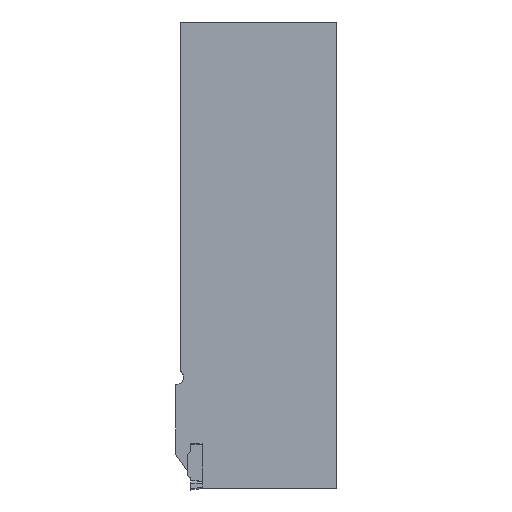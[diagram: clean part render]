
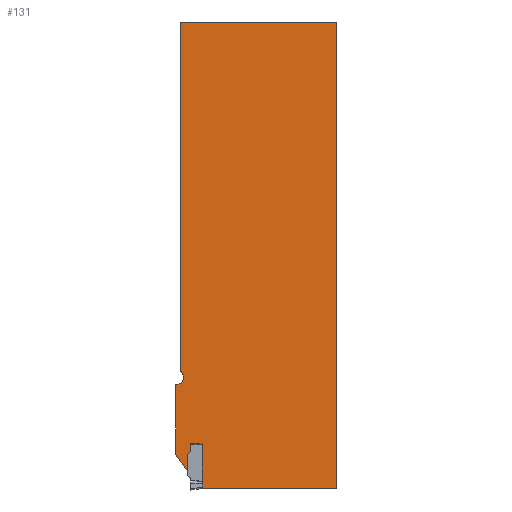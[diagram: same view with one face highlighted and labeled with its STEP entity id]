
A CAD part, left-side view. The second image highlights one B-rep face of the part: STEP entity #131.
In plain terms, the highlighted planar face has unit normal (-1, 0, 0).
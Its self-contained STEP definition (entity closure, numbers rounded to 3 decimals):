
#131=ADVANCED_FACE('',(#208),#177,.T.);
#177=PLANE('',#1003);
#208=FACE_OUTER_BOUND('',#253,.T.);
#253=EDGE_LOOP('',(#334,#335,#336,#337,#338,#339,#340,#341,#342,#343,#344,
#345,#346));
#301=CIRCLE('',#1001,4.5);
#302=CIRCLE('',#1002,2.);
#334=ORIENTED_EDGE('',*,*,#652,.F.);
#335=ORIENTED_EDGE('',*,*,#653,.T.);
#336=ORIENTED_EDGE('',*,*,#654,.T.);
#337=ORIENTED_EDGE('',*,*,#655,.F.);
#338=ORIENTED_EDGE('',*,*,#656,.F.);
#339=ORIENTED_EDGE('',*,*,#657,.F.);
#340=ORIENTED_EDGE('',*,*,#658,.F.);
#341=ORIENTED_EDGE('',*,*,#659,.F.);
#342=ORIENTED_EDGE('',*,*,#660,.F.);
#343=ORIENTED_EDGE('',*,*,#661,.T.);
#344=ORIENTED_EDGE('',*,*,#662,.T.);
#345=ORIENTED_EDGE('',*,*,#663,.T.);
#346=ORIENTED_EDGE('',*,*,#664,.F.);
#572=VERTEX_POINT('',#1355);
#573=VERTEX_POINT('',#1356);
#574=VERTEX_POINT('',#1358);
#575=VERTEX_POINT('',#1360);
#576=VERTEX_POINT('',#1362);
#577=VERTEX_POINT('',#1364);
#578=VERTEX_POINT('',#1366);
#579=VERTEX_POINT('',#1368);
#580=VERTEX_POINT('',#1370);
#581=VERTEX_POINT('',#1372);
#582=VERTEX_POINT('',#1374);
#583=VERTEX_POINT('',#1376);
#584=VERTEX_POINT('',#1378);
#652=EDGE_CURVE('',#572,#573,#769,.T.);
#653=EDGE_CURVE('',#572,#574,#770,.T.);
#654=EDGE_CURVE('',#574,#575,#771,.T.);
#655=EDGE_CURVE('',#576,#575,#772,.T.);
#656=EDGE_CURVE('',#577,#576,#773,.T.);
#657=EDGE_CURVE('',#578,#577,#301,.T.);
#658=EDGE_CURVE('',#579,#578,#774,.T.);
#659=EDGE_CURVE('',#580,#579,#775,.T.);
#660=EDGE_CURVE('',#581,#580,#776,.T.);
#661=EDGE_CURVE('',#581,#582,#777,.T.);
#662=EDGE_CURVE('',#582,#583,#302,.T.);
#663=EDGE_CURVE('',#583,#584,#778,.T.);
#664=EDGE_CURVE('',#573,#584,#779,.T.);
#769=LINE('',#1354,#857);
#770=LINE('',#1357,#858);
#771=LINE('',#1359,#859);
#772=LINE('',#1361,#860);
#773=LINE('',#1363,#861);
#774=LINE('',#1367,#862);
#775=LINE('',#1369,#863);
#776=LINE('',#1371,#864);
#777=LINE('',#1373,#865);
#778=LINE('',#1377,#866);
#779=LINE('',#1379,#867);
#857=VECTOR('',#1097,1.);
#858=VECTOR('',#1098,1.);
#859=VECTOR('',#1099,1.);
#860=VECTOR('',#1100,1.);
#861=VECTOR('',#1101,1.);
#862=VECTOR('',#1104,1.);
#863=VECTOR('',#1105,1.);
#864=VECTOR('',#1106,1.);
#865=VECTOR('',#1107,1.);
#866=VECTOR('',#1110,1.);
#867=VECTOR('',#1111,1.);
#1001=AXIS2_PLACEMENT_3D('',#1365,#1102,#1103);
#1002=AXIS2_PLACEMENT_3D('',#1375,#1108,#1109);
#1003=AXIS2_PLACEMENT_3D('',#1380,#1112,#1113);
#1097=DIRECTION('',(0.,0.,1.));
#1098=DIRECTION('',(0.,-1.,0.));
#1099=DIRECTION('',(0.,0.,1.));
#1100=DIRECTION('',(0.,-1.,0.));
#1101=DIRECTION('',(0.,0.,1.));
#1102=DIRECTION('',(-1.,0.,0.));
#1103=DIRECTION('',(0.,1.,0.));
#1104=DIRECTION('',(0.,0.,1.));
#1105=DIRECTION('',(0.,0.574,0.819));
#1106=DIRECTION('',(0.,0.,-1.));
#1107=DIRECTION('',(0.,-0.574,0.819));
#1108=DIRECTION('',(-1.,0.,0.));
#1109=DIRECTION('',(0.,-1.,0.));
#1110=DIRECTION('',(0.,0.,1.));
#1111=DIRECTION('',(0.,1.,0.));
#1112=DIRECTION('',(-1.,0.,0.));
#1113=DIRECTION('',(0.,-1.,0.));
#1354=CARTESIAN_POINT('',(0.,88.231,-328.68));
#1355=CARTESIAN_POINT('',(0.,88.231,-298.8));
#1356=CARTESIAN_POINT('',(0.,88.231,-270.413));
#1357=CARTESIAN_POINT('',(0.,100.927,-298.8));
#1358=CARTESIAN_POINT('',(0.,0.67,-298.8));
#1359=CARTESIAN_POINT('',(0.,0.67,-328.68));
#1360=CARTESIAN_POINT('',(0.,0.67,0.));
#1361=CARTESIAN_POINT('',(0.,100.927,0.));
#1362=CARTESIAN_POINT('',(0.,100.927,0.));
#1363=CARTESIAN_POINT('',(0.,100.927,-328.68));
#1364=CARTESIAN_POINT('',(0.,100.927,-223.915));
#1365=CARTESIAN_POINT('',(0.,103.11,-227.85));
#1366=CARTESIAN_POINT('',(0.,103.8,-232.297));
#1367=CARTESIAN_POINT('',(0.,103.8,-298.8));
#1368=CARTESIAN_POINT('',(0.,103.8,-277.161));
#1369=CARTESIAN_POINT('',(0.,78.649,-313.08));
#1370=CARTESIAN_POINT('',(0.,95.989,-288.316));
#1371=CARTESIAN_POINT('',(0.,95.989,-328.68));
#1372=CARTESIAN_POINT('',(0.,95.989,-277.314));
#1373=CARTESIAN_POINT('',(0.,121.748,-314.101));
#1374=CARTESIAN_POINT('',(0.,94.472,-275.147));
#1375=CARTESIAN_POINT('',(0.,96.11,-274.));
#1376=CARTESIAN_POINT('',(0.,94.11,-274.));
#1377=CARTESIAN_POINT('',(0.,94.11,-328.68));
#1378=CARTESIAN_POINT('',(0.,94.11,-270.413));
#1379=CARTESIAN_POINT('',(0.,79.11,-270.413));
#1380=CARTESIAN_POINT('',(0.,100.927,-328.68));
